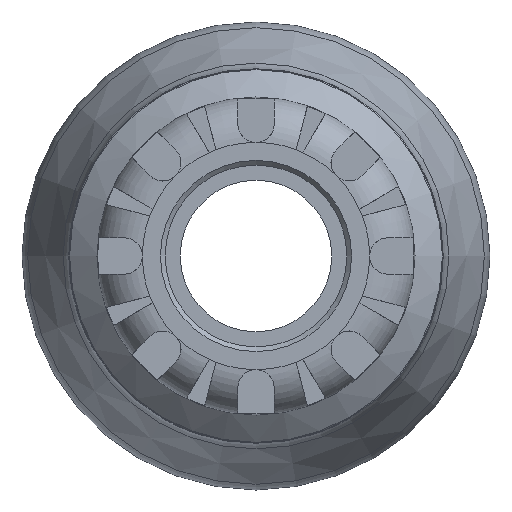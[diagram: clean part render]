
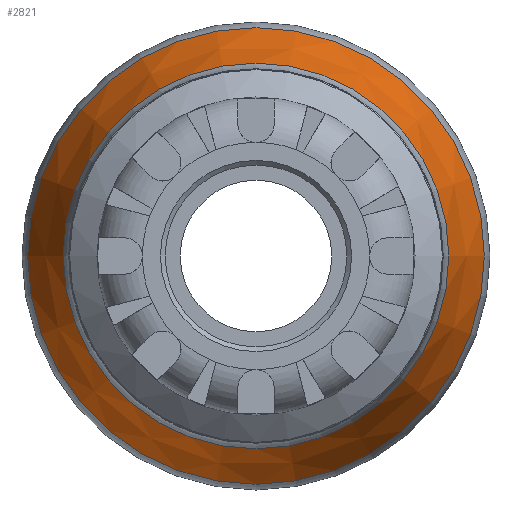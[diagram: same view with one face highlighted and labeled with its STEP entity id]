
A CAD part, left-side view. The second image highlights one B-rep face of the part: STEP entity #2821.
In plain terms, the highlighted conical face has half-angle 20 degrees and reference radius 46.35 mm.
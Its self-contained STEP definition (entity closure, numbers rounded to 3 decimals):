
#596=FACE_BOUND('',#829,.T.);
#640=FACE_OUTER_BOUND('',#828,.T.);
#828=EDGE_LOOP('',(#1964));
#829=EDGE_LOOP('',(#1965));
#1056=CIRCLE('',#3071,50.258);
#1058=CIRCLE('',#3074,42.442);
#1222=VERTEX_POINT('',#4588);
#1224=VERTEX_POINT('',#4593);
#1500=EDGE_CURVE('',#1222,#1222,#1056,.T.);
#1502=EDGE_CURVE('',#1224,#1224,#1058,.T.);
#1964=ORIENTED_EDGE('',*,*,#1502,.F.);
#1965=ORIENTED_EDGE('',*,*,#1500,.F.);
#2613=CONICAL_SURFACE('',#3073,46.35,20.);
#2821=ADVANCED_FACE('',(#640,#596),#2613,.T.);
#3071=AXIS2_PLACEMENT_3D('',#4589,#3519,#3520);
#3073=AXIS2_PLACEMENT_3D('',#4592,#3523,#3524);
#3074=AXIS2_PLACEMENT_3D('',#4594,#3525,#3526);
#3519=DIRECTION('center_axis',(1.,0.,0.));
#3520=DIRECTION('ref_axis',(0.,-1.,0.));
#3523=DIRECTION('center_axis',(1.,0.,0.));
#3524=DIRECTION('ref_axis',(0.,1.,0.));
#3525=DIRECTION('center_axis',(-1.,0.,0.));
#3526=DIRECTION('ref_axis',(0.,-1.,0.));
#4588=CARTESIAN_POINT('',(49.867,50.258,0.));
#4589=CARTESIAN_POINT('Origin',(49.867,0.,0.));
#4592=CARTESIAN_POINT('Origin',(39.13,0.,0.));
#4593=CARTESIAN_POINT('',(28.394,42.442,0.));
#4594=CARTESIAN_POINT('Origin',(28.394,0.,0.));
